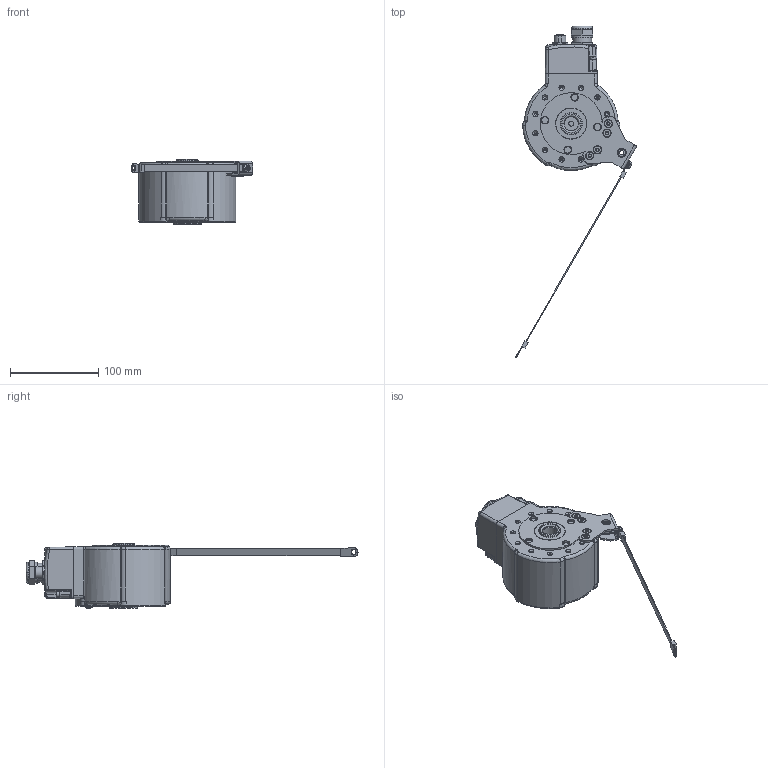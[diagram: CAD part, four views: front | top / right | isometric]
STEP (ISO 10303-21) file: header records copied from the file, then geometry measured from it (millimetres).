
FILE_DESCRIPTION((''),'2;1');
FILE_NAME('809724-K01_SW0001','2011-11-14T',('SE2994'),(''),'PRO/ENGINEER BY PARAMETRIC TECHNOLOGY CORPORATION, 2010180','PRO/ENGINEER BY PARAMETRIC TECHNOLOGY CORPORATION, 2010180','');
FILE_SCHEMA(('CONFIG_CONTROL_DESIGN','SHAPE_APPEARANCE_LAYERS_GROUPS'));
Length unit declared in the file: millimetre
Products named in the file (1): 809724-K01_SW0001
Bounding box: 137.57 x 375.78 x 73.8 mm (x, y, z)
Volume: 310456.6 mm3; surface area: 129077.7 mm2
Topology: 2 solids, 4 shells, 1288 faces, 3087 edges, 1908 vertices
Faces by surface type: cylinder 551, plane 376, cone 159, torus 123, bspline 50, sphere 26, extrusion 2, revolution 1
Entity records: 69789 total; most frequent: CARTESIAN_POINT 31751, DIRECTION 6806, ORIENTED_EDGE 6134, EDGE_CURVE 3067, AXIS2_PLACEMENT_3D 2851, VERTEX_POINT 1908, CIRCLE 1616, EDGE_LOOP 1433
